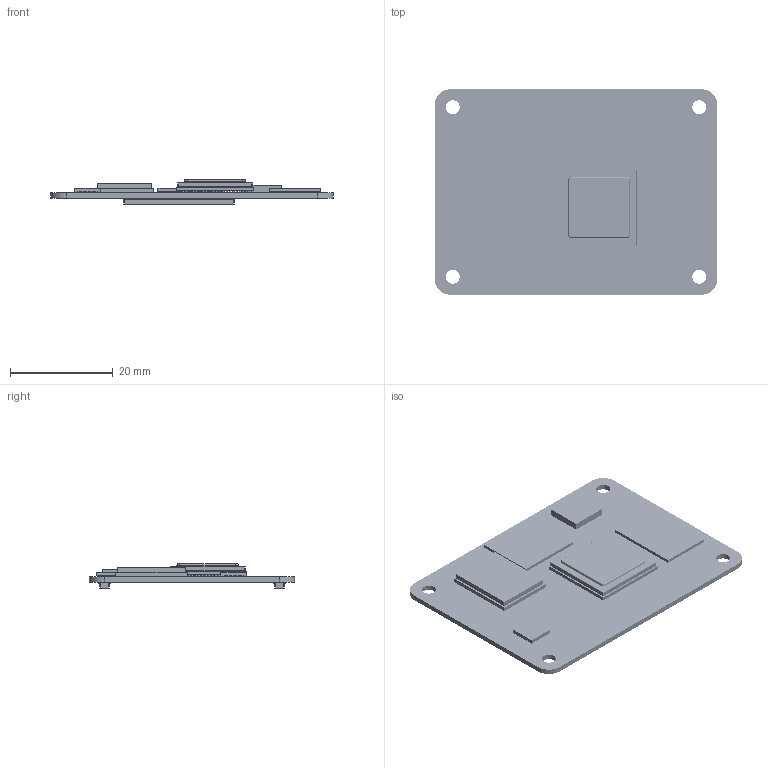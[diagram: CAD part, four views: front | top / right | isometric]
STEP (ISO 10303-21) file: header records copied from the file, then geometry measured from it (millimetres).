
FILE_DESCRIPTION(/* description */ (''),/* implementation_level */ '2;1');
FILE_NAME(/* name */ 'cm-min.step',/* time_stamp */ '2020-11-30T12:25:07+01:00',/* author */ (''),/* organization */ (''),/* preprocessor_version */ 'ST-DEVELOPER v18.1',/* originating_system */ 'Autodesk Translation Framework v9.3.0.1241',/* authorisation */ '');
FILE_SCHEMA (('AUTOMOTIVE_DESIGN { 1 0 10303 214 3 1 1 }'));
Products named in the file (10): CM4-step; PCB; BROADCOM_BCM2711; CONNDF40C-100DP-04V; CONNDF40C-100DP-04V (1); MAXLINEAR_MXL7704-R; QFN-48_7X7X0P9; RM0_FOOTPRINT_V2; SAMSUNG_KLM4G1YE4C-B00X; SDRAM-LPDDR4-X32-D2-BGA200
Assembly tree (9 placements, depth 2):
  CM4-step
    PCB
    BROADCOM_BCM2711
    CONNDF40C-100DP-04V
    CONNDF40C-100DP-04V (1)
    MAXLINEAR_MXL7704-R
    QFN-48_7X7X0P9
    RM0_FOOTPRINT_V2
    SAMSUNG_KLM4G1YE4C-B00X
    SDRAM-LPDDR4-X32-D2-BGA200
Bounding box: 55 x 40 x 4.78 mm (x, y, z)
Volume: 3208.1 mm3; surface area: 7486.9 mm2
Topology: 182 solids, 482 shells, 4199 faces, 12693 edges, 8844 vertices
Faces by surface type: plane 2346, cylinder 1036, sphere 784, bspline 24, cone 9
Full cylindrical faces by diameter (mm): 0.3 x154, 0.35 x1, 1.2 x1, 2.7 x4
Entity records: 141760 total; most frequent: CARTESIAN_POINT 26075, DIRECTION 23686, ORIENTED_EDGE 22336, EDGE_CURVE 11768, VERTEX_POINT 8844, LINE 8156, VECTOR 8156, AXIS2_PLACEMENT_3D 7765
